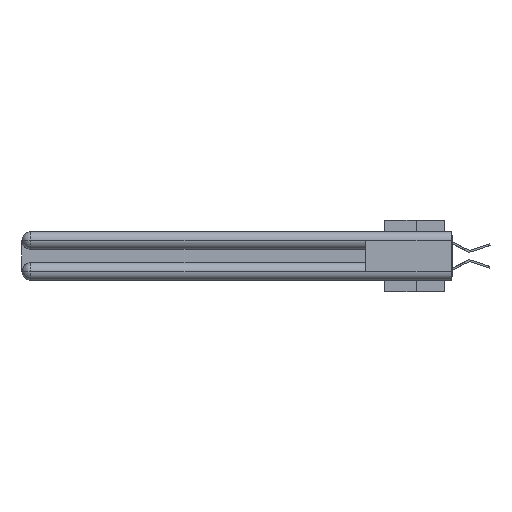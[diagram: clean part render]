
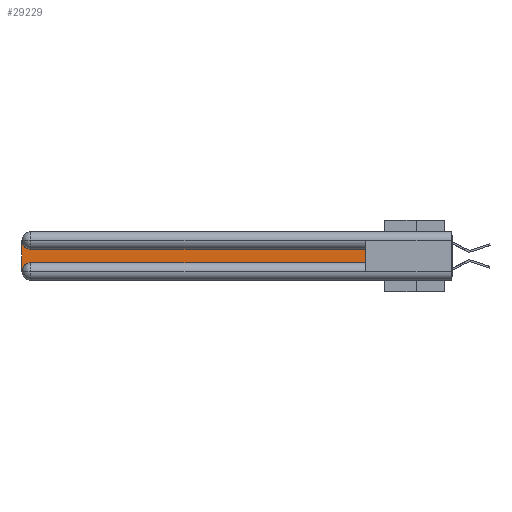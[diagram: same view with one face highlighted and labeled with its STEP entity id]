
A CAD part, left-side view. The second image highlights one B-rep face of the part: STEP entity #29229.
In plain terms, the highlighted planar face has unit normal (-1, 0, 0).
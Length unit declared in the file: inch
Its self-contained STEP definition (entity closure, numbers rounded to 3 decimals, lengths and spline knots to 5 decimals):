
#578 = EDGE_CURVE ( 'NONE', #26903, #2450, #5049, .T. ) ;
#1259 = CARTESIAN_POINT ( 'NONE',  ( 0.075, 0.6, -0.2175 ) ) ;
#1523 = CARTESIAN_POINT ( 'NONE',  ( 0.075, 0.6, -0.1225 ) ) ;
#1613 = ORIENTED_EDGE ( 'NONE', *, *, #37401, .T. ) ;
#1802 = CARTESIAN_POINT ( 'NONE',  ( 0.075, 2.94, -0.0625 ) ) ;
#1835 = CARTESIAN_POINT ( 'NONE',  ( 0.075, 2.94, -0.2175 ) ) ;
#2040 = DIRECTION ( 'NONE',  ( 1., 0., 0. ) ) ;
#2450 = VERTEX_POINT ( 'NONE', #5595 ) ;
#5049 = LINE ( 'NONE', #1523, #18612 ) ;
#5595 = CARTESIAN_POINT ( 'NONE',  ( 0.075, 2.94, -0.1225 ) ) ;
#6380 = VECTOR ( 'NONE', #24911, 39.37008 ) ;
#6565 = PLANE ( 'NONE',  #19010 ) ;
#7036 = EDGE_CURVE ( 'NONE', #26512, #10966, #29403, .T. ) ;
#7612 = DIRECTION ( 'NONE',  ( 0., 1., 0. ) ) ;
#9128 = CARTESIAN_POINT ( 'NONE',  ( 0.075, 0.6, -0.2175 ) ) ;
#9904 = AXIS2_PLACEMENT_3D ( 'NONE', #28200, #11300, #17115 ) ;
#10031 = EDGE_CURVE ( 'NONE', #11424, #26512, #16770, .T. ) ;
#10068 = ORIENTED_EDGE ( 'NONE', *, *, #7036, .T. ) ;
#10924 = VECTOR ( 'NONE', #12409, 39.37008 ) ;
#10966 = VERTEX_POINT ( 'NONE', #9128 ) ;
#10989 = ORIENTED_EDGE ( 'NONE', *, *, #12944, .T. ) ;
#11121 = DIRECTION ( 'NONE',  ( 0., 0., -1. ) ) ;
#11300 = DIRECTION ( 'NONE',  ( 1., 0., 0. ) ) ;
#11424 = VERTEX_POINT ( 'NONE', #19299 ) ;
#12409 = DIRECTION ( 'NONE',  ( 0., 0., 1. ) ) ;
#12944 = EDGE_CURVE ( 'NONE', #14460, #11424, #32290, .T. ) ;
#13826 = DIRECTION ( 'NONE',  ( 0., 0., -1. ) ) ;
#13830 = AXIS2_PLACEMENT_3D ( 'NONE', #1802, #2040, #13826 ) ;
#14460 = VERTEX_POINT ( 'NONE', #20214 ) ;
#16124 = CARTESIAN_POINT ( 'NONE',  ( 0.075, 0.6, -0.2175 ) ) ;
#16770 = CIRCLE ( 'NONE', #9904, 0.06 ) ;
#17115 = DIRECTION ( 'NONE',  ( 0., 0., -1. ) ) ;
#18057 = DIRECTION ( 'NONE',  ( 0., 0., -1. ) ) ;
#18612 = VECTOR ( 'NONE', #7612, 39.37008 ) ;
#19010 = AXIS2_PLACEMENT_3D ( 'NONE', #29523, #32266, #18057 ) ;
#19299 = CARTESIAN_POINT ( 'NONE',  ( 0.075, 3., -0.2775 ) ) ;
#20214 = CARTESIAN_POINT ( 'NONE',  ( 0.075, 3., -0.0625 ) ) ;
#23014 = EDGE_CURVE ( 'NONE', #2450, #14460, #26474, .T. ) ;
#24911 = DIRECTION ( 'NONE',  ( 0., -1., 0. ) ) ;
#26474 = CIRCLE ( 'NONE', #13830, 0.06 ) ;
#26512 = VERTEX_POINT ( 'NONE', #1835 ) ;
#26903 = VERTEX_POINT ( 'NONE', #31044 ) ;
#28200 = CARTESIAN_POINT ( 'NONE',  ( 0.075, 2.94, -0.2775 ) ) ;
#28356 = ORIENTED_EDGE ( 'NONE', *, *, #23014, .T. ) ;
#28467 = ORIENTED_EDGE ( 'NONE', *, *, #578, .T. ) ;
#29229 = ADVANCED_FACE ( 'NONE', ( #31257 ), #6565, .F. ) ;
#29403 = LINE ( 'NONE', #16124, #6380 ) ;
#29523 = CARTESIAN_POINT ( 'NONE',  ( 0.075, 3., -0.1225 ) ) ;
#31044 = CARTESIAN_POINT ( 'NONE',  ( 0.075, 0.6, -0.1225 ) ) ;
#31257 = FACE_OUTER_BOUND ( 'NONE', #34998, .T. ) ;
#32117 = LINE ( 'NONE', #1259, #10924 ) ;
#32266 = DIRECTION ( 'NONE',  ( 1., 0., 0. ) ) ;
#32290 = LINE ( 'NONE', #36654, #35040 ) ;
#33757 = ORIENTED_EDGE ( 'NONE', *, *, #10031, .T. ) ;
#34998 = EDGE_LOOP ( 'NONE', ( #28467, #28356, #10989, #33757, #10068, #1613 ) ) ;
#35040 = VECTOR ( 'NONE', #11121, 39.37008 ) ;
#36654 = CARTESIAN_POINT ( 'NONE',  ( 0.075, 3., -0.2175 ) ) ;
#37401 = EDGE_CURVE ( 'NONE', #10966, #26903, #32117, .T. ) ;
